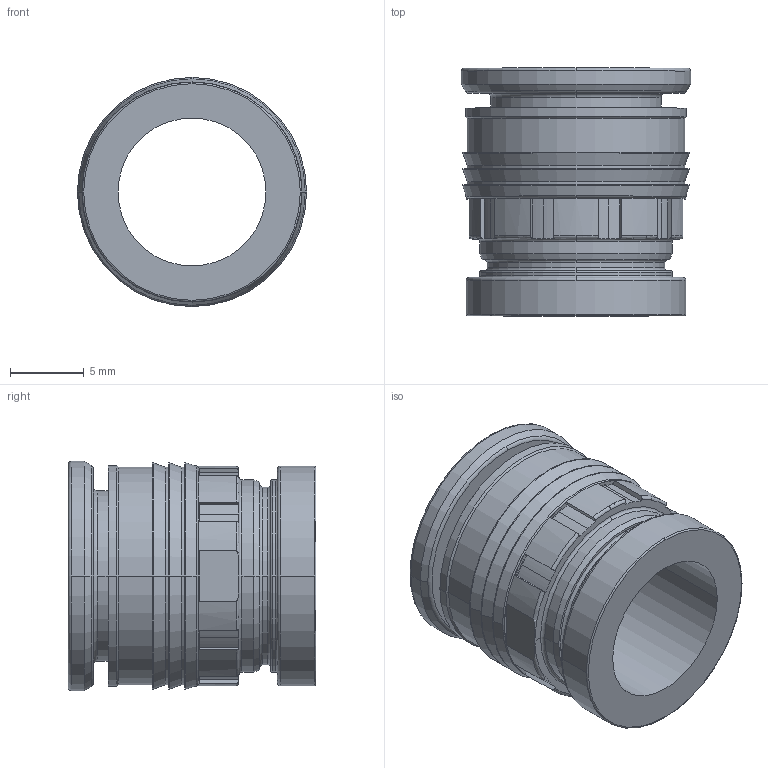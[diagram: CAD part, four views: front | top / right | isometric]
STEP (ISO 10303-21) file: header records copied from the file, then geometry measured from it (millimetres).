
FILE_DESCRIPTION(('STEP AP214'),'1');
FILE_NAME('6300_10_00.stp','2016-07-07T14:17:06',('TraceParts'),('TraceParts S.A.'),'Spatial InterOp 3D',' ',' ');
FILE_SCHEMA(('automotive_design'));
Length unit declared in the file: millimetre
Products named in the file (1): 1
Bounding box: 15.5 x 16.75 x 15.5 mm (x, y, z)
Volume: 1407.2 mm3; surface area: 1794.7 mm2
Topology: 1 solids, 1 shells, 134 faces, 360 edges, 236 vertices
Faces by surface type: cylinder 46, plane 38, torus 34, cone 16
Entity records: 4651 total; most frequent: CARTESIAN_POINT 1163, DIRECTION 802, ORIENTED_EDGE 720, EDGE_CURVE 360, AXIS2_PLACEMENT_3D 347, VERTEX_POINT 236, CIRCLE 212, EDGE_LOOP 144
